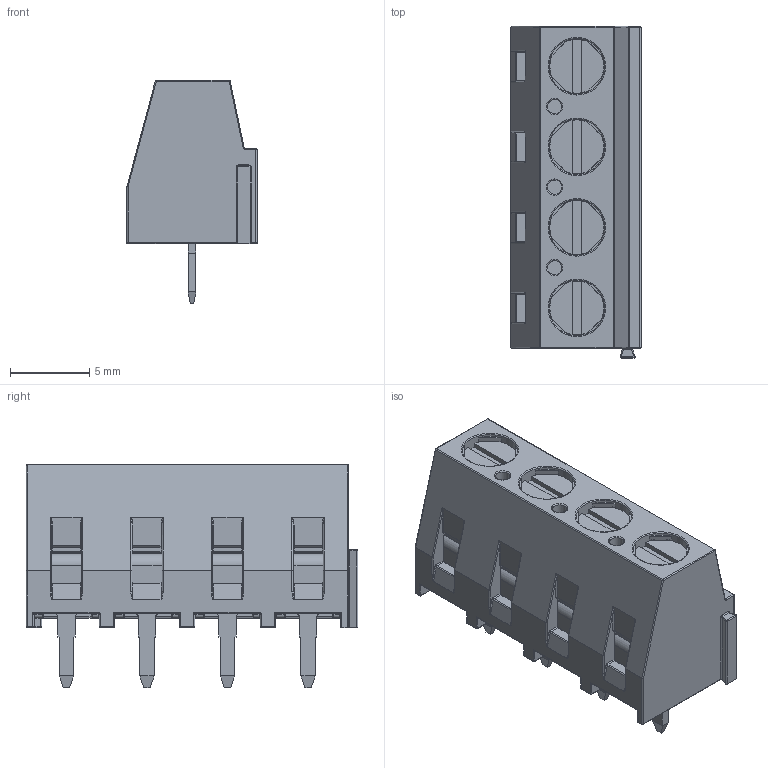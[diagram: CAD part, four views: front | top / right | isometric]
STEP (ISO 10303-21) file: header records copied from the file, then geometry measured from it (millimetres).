
FILE_DESCRIPTION(/* description */ (''),/* implementation_level */ '2;1');
FILE_NAME(/* name */ 'TE - 282837-4.step',/* time_stamp */ '2020-05-17T13:12:40+01:00',/* author */ (''),/* organization */ (''),/* preprocessor_version */ 'ST-DEVELOPER v18.1',/* originating_system */ 'Autodesk Translation Framework v9.2.0.1227',/* authorisation */ '');
FILE_SCHEMA (('AUTOMOTIVE_DESIGN { 1 0 10303 214 3 1 1 }'));
Products named in the file (1): TE - 282837-4
Bounding box: 8.2 x 20.92 x 14.1 mm (x, y, z)
Volume: 868.9 mm3; surface area: 2336.6 mm2
Topology: 1 solids, 1 shells, 1288 faces, 3202 edges, 1881 vertices
Faces by surface type: cylinder 557, plane 397, bspline 152, torus 99, sphere 79, cone 4
Full cylindrical faces by diameter (mm): 0.9 x3, 2.016 x20, 2.53 x8, 2.58 x8, 2.7 x4, 3.4 x4, 3.5 x4
Entity records: 50595 total; most frequent: CARTESIAN_POINT 20069, DIRECTION 6417, ORIENTED_EDGE 6352, EDGE_CURVE 3176, AXIS2_PLACEMENT_3D 2466, VERTEX_POINT 1881, LINE 1485, VECTOR 1485
